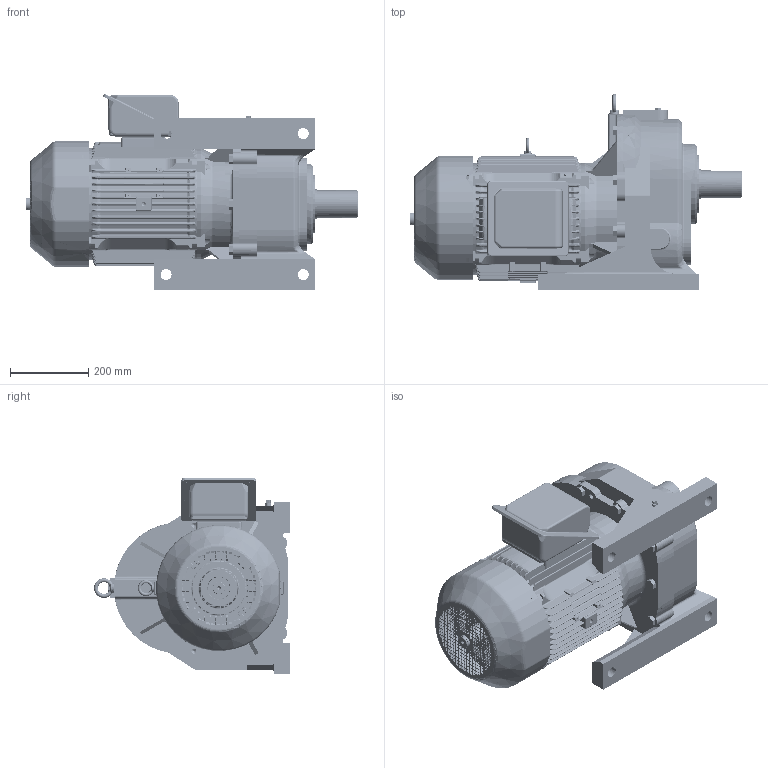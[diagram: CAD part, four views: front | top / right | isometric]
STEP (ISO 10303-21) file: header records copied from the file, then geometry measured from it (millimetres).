
FILE_DESCRIPTION (( 'STEP AP214' ), '1' );
FILE_NAME ('F1-27_H_EK2DO08337H001_defeature.stp', '2022-06-02T01:32:12', ( 'Windows 餌辨濠' ), ( '' ), 'SwSTEP 2.0', 'SolidWorks 2021', '' );
FILE_SCHEMA (( 'AUTOMOTIVE_DESIGN' ));
Length unit declared in the file: millimetre
Products named in the file (1): F1-27_H_EK2DO08337H001_defeature
Bounding box: 847.4 x 499.96 x 501.71 mm (x, y, z)
Volume: 38568531.8 mm3; surface area: 3135799 mm2
Topology: 11 solids, 56 shells, 6490 faces, 17037 edges, 10662 vertices
Faces by surface type: cylinder 2595, plane 2168, bspline 1071, torus 309, cone 242, sphere 105
Full cylindrical faces by diameter (mm): 2.6 x4, 2.7 x2, 4 x2, 5 x4, 6.8 x2, 8 x6, 8.344 x1, 8.5 x12, 10 x1, 10.072 x1, 10.2 x4, 12 x9, 13 x4, 14 x9, 14.3 x2, 16 x9, 18 x9, 28 x4, 32 x1, 45 x1, 62 x1, 70 x1, 72 x2, 75 x1, 80 x1, 90 x1, 100 x2, 150 x1, 206 x1, 241 x1
Entity records: 240013 total; most frequent: CARTESIAN_POINT 85508, ORIENTED_EDGE 33420, DIRECTION 30143, EDGE_CURVE 16710, AXIS2_PLACEMENT_3D 11070, VERTEX_POINT 10576, LINE 8003, VECTOR 8003
